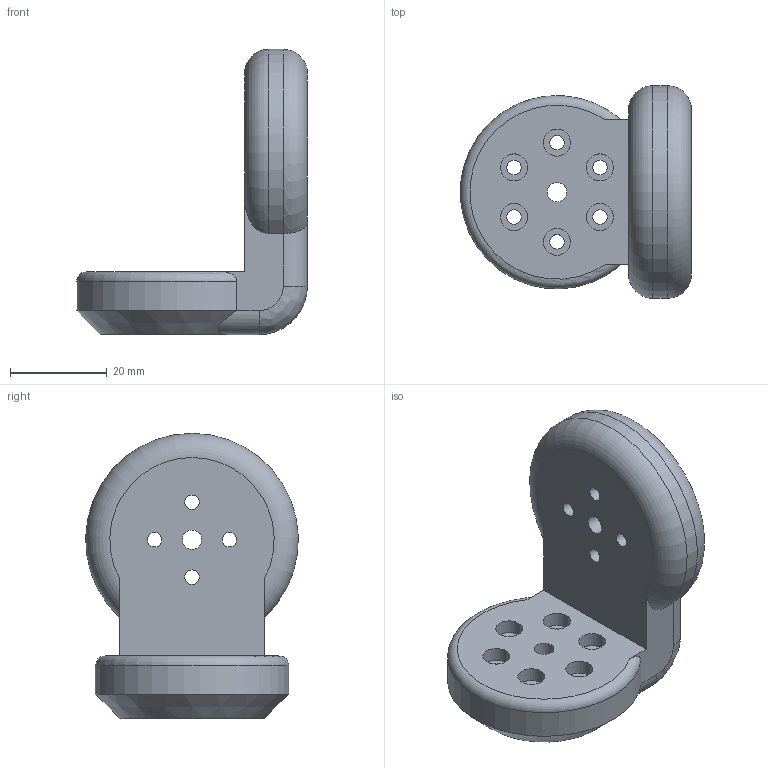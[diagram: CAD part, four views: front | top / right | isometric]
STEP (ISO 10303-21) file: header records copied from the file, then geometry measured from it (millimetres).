
FILE_DESCRIPTION(/* description */ (''),/* implementation_level */ '2;1');
FILE_NAME(/* name */ '',/* time_stamp */ '2023-09-30T18:17:27+08:00',/* author */ (''),/* organization */ (''),/* preprocessor_version */ 'ST-DEVELOPER v20',/* originating_system */ 'Autodesk Translation Framework v12.14.0.127',/* authorisation */ '');
FILE_SCHEMA (('AUTOMOTIVE_DESIGN { 1 0 10303 214 3 1 1 }'));
Length unit declared in the file: millimetre
Products named in the file (1): Fusion 零部件
Bounding box: 47.73 x 43.98 x 59 mm (x, y, z)
Volume: 36525.4 mm3; surface area: 10000.7 mm2
Topology: 1 solids, 1 shells, 51 faces, 109 edges, 70 vertices
Faces by surface type: cylinder 29, plane 16, torus 3, bspline 2, cone 1
Full cylindrical faces by diameter (mm): 3 x10, 4 x2, 5.6 x10
Entity records: 1592 total; most frequent: CARTESIAN_POINT 360, DIRECTION 261, ORIENTED_EDGE 218, AXIS2_PLACEMENT_3D 110, EDGE_CURVE 109, EDGE_LOOP 85, VERTEX_POINT 70, CIRCLE 60
